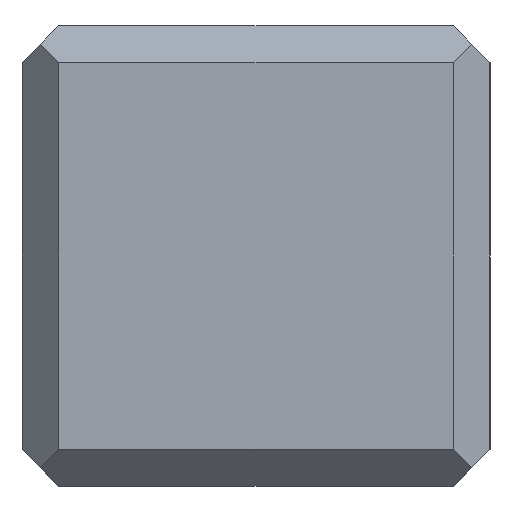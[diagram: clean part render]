
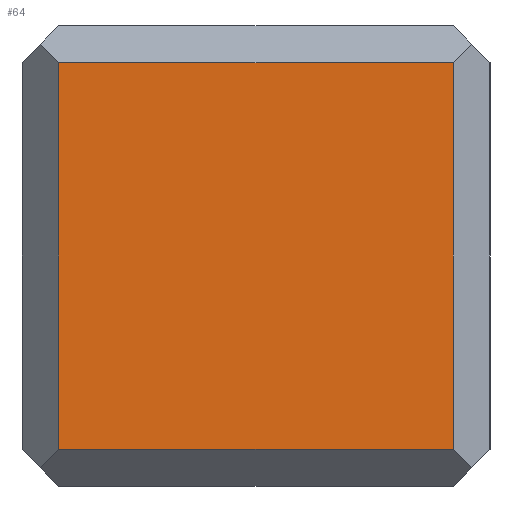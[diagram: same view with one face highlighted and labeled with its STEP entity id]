
A CAD part, left-side view. The second image highlights one B-rep face of the part: STEP entity #64.
In plain terms, the highlighted planar face has unit normal (-1, 0, 0).
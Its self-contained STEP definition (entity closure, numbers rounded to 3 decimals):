
#64=ADVANCED_FACE('',(#136),#137,.T.);
#136=FACE_OUTER_BOUND('',#215,.T.);
#137=PLANE('',#216);
#215=EDGE_LOOP('',(#331,#332,#333,#334));
#216=AXIS2_PLACEMENT_3D('',#335,#336,#337);
#331=ORIENTED_EDGE('',*,*,#518,.T.);
#332=ORIENTED_EDGE('',*,*,#519,.F.);
#333=ORIENTED_EDGE('',*,*,#520,.T.);
#334=ORIENTED_EDGE('',*,*,#481,.T.);
#335=CARTESIAN_POINT('',(-22.75,10.7,25.0));
#336=DIRECTION('',(-1.0,0.0,0.0));
#337=DIRECTION('',(0.0,0.0,1.0));
#481=EDGE_CURVE('',#568,#566,#569,.T.);
#518=EDGE_CURVE('',#566,#630,#631,.T.);
#519=EDGE_CURVE('',#632,#630,#633,.T.);
#520=EDGE_CURVE('',#632,#568,#634,.T.);
#566=VERTEX_POINT('',#691);
#568=VERTEX_POINT('',#694);
#569=LINE('',#695,#696);
#630=VERTEX_POINT('',#779);
#631=LINE('',#780,#781);
#632=VERTEX_POINT('',#782);
#633=LINE('',#783,#784);
#634=LINE('',#785,#786);
#691=CARTESIAN_POINT('',(-22.75,10.7,2.0));
#694=CARTESIAN_POINT('',(-22.75,10.7,23.0));
#695=CARTESIAN_POINT('',(-22.75,10.7,25.0));
#696=VECTOR('',#864,1.0);
#779=CARTESIAN_POINT('',(-22.75,-10.7,2.0));
#780=CARTESIAN_POINT('',(-22.75,-1.,2.));
#781=VECTOR('',#905,1.0);
#782=CARTESIAN_POINT('',(-22.75,-10.7,23.0));
#783=CARTESIAN_POINT('',(-22.75,-10.7,25.0));
#784=VECTOR('',#906,1.0);
#785=CARTESIAN_POINT('',(-22.75,-1.,23.0));
#786=VECTOR('',#907,1.0);
#864=DIRECTION('',(0.0,0.0,-1.0));
#905=DIRECTION('',(0.0,-1.0,0.0));
#906=DIRECTION('',(0.0,0.0,-1.0));
#907=DIRECTION('',(0.0,1.0,0.0));
